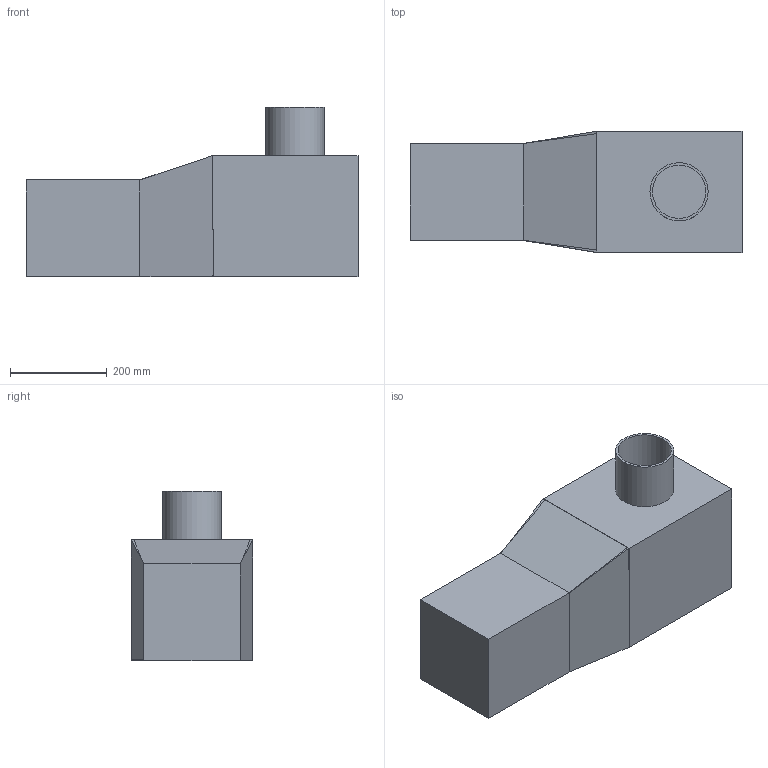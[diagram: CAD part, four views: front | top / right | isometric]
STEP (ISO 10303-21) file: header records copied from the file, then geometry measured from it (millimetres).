
FILE_DESCRIPTION(/* description */ (''),/* implementation_level */ '2;1');
FILE_NAME(/* name */ 'Body_1.step',/* time_stamp */ '2025-09-15T11:45:17+01:00',/* author */ (''),/* organization */ (''),/* preprocessor_version */ 'ST-DEVELOPER v20.1',/* originating_system */ 'Autodesk Translation Framework v14.10.0.0',/* authorisation */ '');
FILE_SCHEMA (('AUTOMOTIVE_DESIGN { 1 0 10303 214 3 1 1 }'));
Length unit declared in the file: millimetre
Products named in the file (1): FusionComponent
Bounding box: 685 x 250.55 x 350 mm (x, y, z)
Volume: 4114454.4 mm3; surface area: 1648590.9 mm2
Topology: 1 solids, 1 shells, 68 faces, 186 edges, 115 vertices
Faces by surface type: plane 58, cylinder 6, bspline 4
Full cylindrical faces by diameter (mm): 110 x3, 120 x3
Entity records: 2704 total; most frequent: CARTESIAN_POINT 963, ORIENTED_EDGE 364, DIRECTION 336, EDGE_CURVE 182, LINE 150, VECTOR 150, VERTEX_POINT 115, AXIS2_PLACEMENT_3D 93
